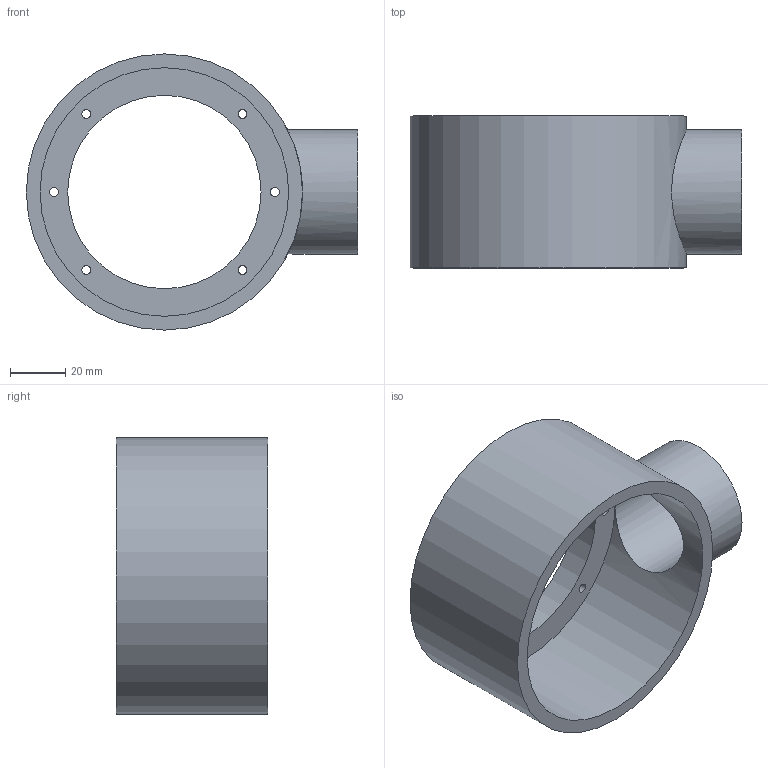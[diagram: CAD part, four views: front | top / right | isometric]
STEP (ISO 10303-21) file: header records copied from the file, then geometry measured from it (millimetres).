
FILE_DESCRIPTION(/* description */ (''),/* implementation_level */ '2;1');
FILE_NAME(/* name */ '[K4]Thn.stp',/* time_stamp */ '2023-12-28T10:57:35+07:00',/* author */ ('daveb'),/* organization */ (''),/* preprocessor_version */ 'ST-DEVELOPER v19.2',/* originating_system */ 'Autodesk Inventor 2024',/* authorisation */ '');
FILE_SCHEMA (('AUTOMOTIVE_DESIGN { 1 0 10303 214 3 1 1 }'));
Length unit declared in the file: millimetre
Products named in the file (1): [K4]Thân
Bounding box: 120 x 55 x 100 mm (x, y, z)
Volume: 115701.7 mm3; surface area: 44879.1 mm2
Topology: 1 solids, 1 shells, 15 faces, 38 edges, 25 vertices
Faces by surface type: cylinder 11, plane 4
Full cylindrical faces by diameter (mm): 3.242 x6, 35 x1, 45 x1, 70 x1, 90 x1, 100 x1
Entity records: 663 total; most frequent: CARTESIAN_POINT 212, DIRECTION 86, ORIENTED_EDGE 76, EDGE_CURVE 38, AXIS2_PLACEMENT_3D 37, EDGE_LOOP 31, VERTEX_POINT 25, CIRCLE 21
